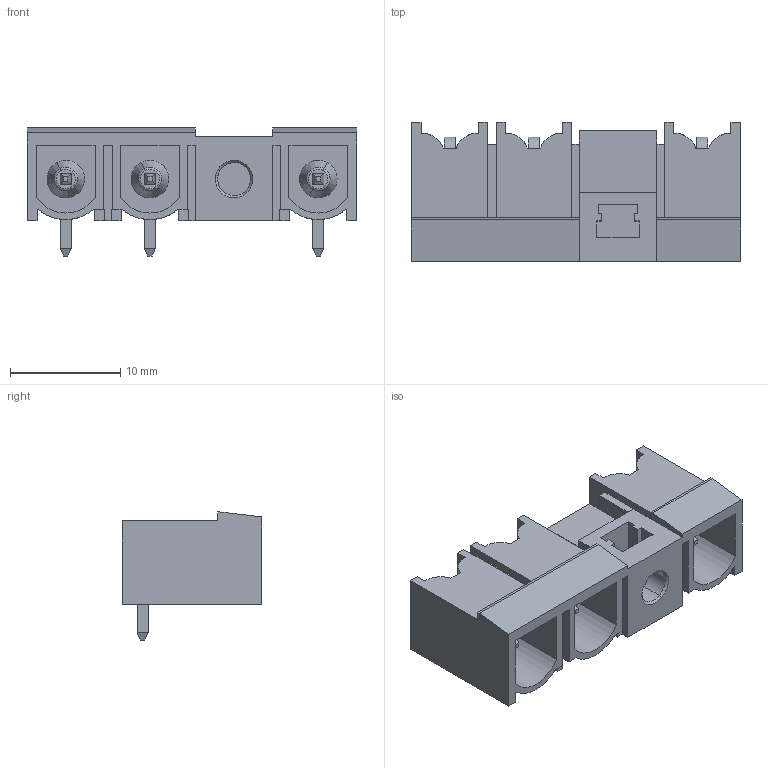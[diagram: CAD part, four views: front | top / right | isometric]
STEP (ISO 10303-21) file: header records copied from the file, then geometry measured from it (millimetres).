
FILE_DESCRIPTION(('CATIA V5 STEP Exchange','CAx-IF Rec.Pracs.--- Model Styling and Organization---1.4--- 2014-01-23'),'2;1');
FILE_NAME ('D1449682_1_1173690000_1173690000.stp','2021-02-02T16:01:54+00:00',('none'),('Weidmueller'),'CATIA Version 5-6 Release 2016 SP3 HF44','CATIA V5 STEP AP214','none');
FILE_SCHEMA(('AUTOMOTIVE_DESIGN { 1 0 10303 214 1 1 1 1 }'));
Length unit declared in the file: millimetre
Products named in the file (1): 1173690000
Bounding box: 29.86 x 12.65 x 11.6 mm (x, y, z)
Volume: 1501.4 mm3; surface area: 2610.1 mm2
Topology: 4 solids, 4 shells, 223 faces, 584 edges, 376 vertices
Faces by surface type: plane 183, cylinder 26, cone 8, torus 6
Entity records: 6540 total; most frequent: CARTESIAN_POINT 1277, ORIENTED_EDGE 1168, DIRECTION 904, EDGE_CURVE 584, VECTOR 500, LINE 500, VERTEX_POINT 376, AXIS2_PLACEMENT_3D 239
